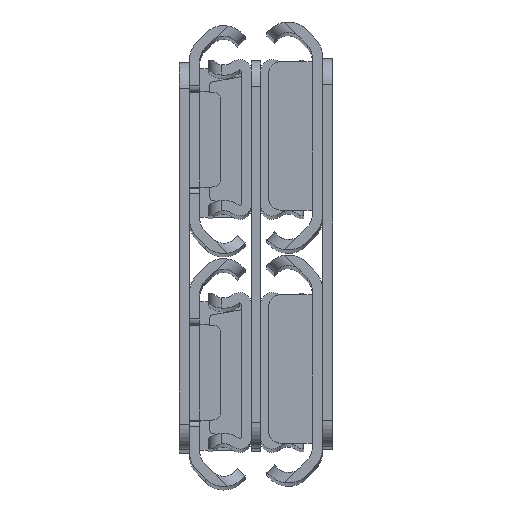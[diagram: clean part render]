
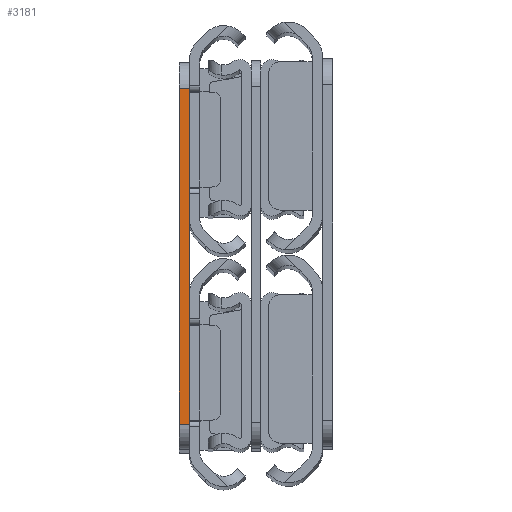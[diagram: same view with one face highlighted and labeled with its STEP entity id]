
A CAD part, top view. The second image highlights one B-rep face of the part: STEP entity #3181.
In plain terms, the highlighted planar face has unit normal (0, 0, 1).
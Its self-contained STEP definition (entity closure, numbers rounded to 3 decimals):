
#40 = DIRECTION ( 'NONE',  ( 0., -1., 0. ) ) ;
#47 = DIRECTION ( 'NONE',  ( 0., 0., 1. ) ) ;
#86 = PLANE ( 'NONE',  #4488 ) ;
#121 = EDGE_CURVE ( 'NONE', #6385, #5871, #2918, .T. ) ;
#465 = EDGE_CURVE ( 'NONE', #6385, #3964, #1619, .T. ) ;
#1192 = EDGE_CURVE ( 'NONE', #3964, #7056, #3737, .T. ) ;
#1619 = LINE ( 'NONE', #4477, #1838 ) ;
#1641 = ORIENTED_EDGE ( 'NONE', *, *, #3905, .T. ) ;
#1838 = VECTOR ( 'NONE', #3280, 1000. ) ;
#2193 = VECTOR ( 'NONE', #2603, 1000. ) ;
#2208 = CARTESIAN_POINT ( 'NONE',  ( -1.6, -26., 0. ) ) ;
#2248 = DIRECTION ( 'NONE',  ( 1., 0., 0. ) ) ;
#2603 = DIRECTION ( 'NONE',  ( 0., -1., 0. ) ) ;
#2795 = VECTOR ( 'NONE', #40, 1000. ) ;
#2918 = LINE ( 'NONE', #6974, #2795 ) ;
#3087 = CARTESIAN_POINT ( 'NONE',  ( 0., -26., 0. ) ) ;
#3181 = ADVANCED_FACE ( 'NONE', ( #6331 ), #86, .T. ) ;
#3192 = VECTOR ( 'NONE', #2248, 1000. ) ;
#3280 = DIRECTION ( 'NONE',  ( -1., 0., 0. ) ) ;
#3737 = LINE ( 'NONE', #5442, #2193 ) ;
#3905 = EDGE_CURVE ( 'NONE', #7056, #5871, #7367, .T. ) ;
#3964 = VERTEX_POINT ( 'NONE', #6789 ) ;
#4379 = CARTESIAN_POINT ( 'NONE',  ( 0., 26., 0. ) ) ;
#4477 = CARTESIAN_POINT ( 'NONE',  ( -1.6, 26., 0. ) ) ;
#4488 = AXIS2_PLACEMENT_3D ( 'NONE', #5224, #47, #5720 ) ;
#4731 = EDGE_LOOP ( 'NONE', ( #4795, #1641, #6312, #6288 ) ) ;
#4795 = ORIENTED_EDGE ( 'NONE', *, *, #1192, .T. ) ;
#5224 = CARTESIAN_POINT ( 'NONE',  ( -1.6, 0., 0. ) ) ;
#5442 = CARTESIAN_POINT ( 'NONE',  ( -1.6, 0., 0. ) ) ;
#5720 = DIRECTION ( 'NONE',  ( 1., 0., 0. ) ) ;
#5871 = VERTEX_POINT ( 'NONE', #3087 ) ;
#6288 = ORIENTED_EDGE ( 'NONE', *, *, #465, .T. ) ;
#6312 = ORIENTED_EDGE ( 'NONE', *, *, #121, .F. ) ;
#6331 = FACE_OUTER_BOUND ( 'NONE', #4731, .T. ) ;
#6385 = VERTEX_POINT ( 'NONE', #4379 ) ;
#6789 = CARTESIAN_POINT ( 'NONE',  ( -1.6, 26., 0. ) ) ;
#6974 = CARTESIAN_POINT ( 'NONE',  ( 0., 0., 0. ) ) ;
#7056 = VERTEX_POINT ( 'NONE', #7406 ) ;
#7367 = LINE ( 'NONE', #2208, #3192 ) ;
#7406 = CARTESIAN_POINT ( 'NONE',  ( -1.6, -26., 0. ) ) ;
